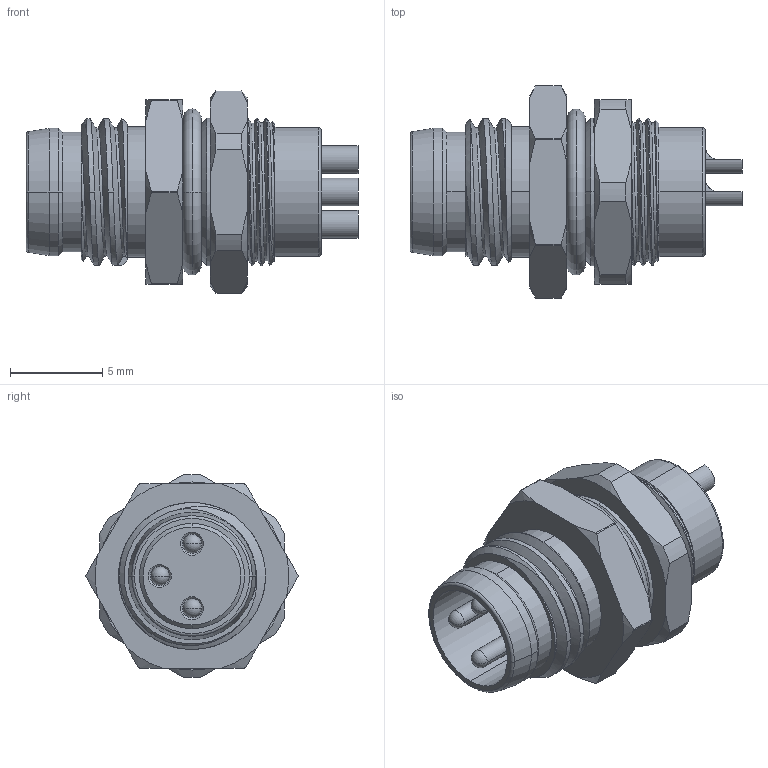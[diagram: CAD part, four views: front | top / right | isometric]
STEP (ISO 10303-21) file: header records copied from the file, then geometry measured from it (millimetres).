
FILE_DESCRIPTION((''),'2;1');
FILE_NAME('PRT0002','2023-11-15T',('gongchengVI'),(''),'PRO/ENGINEER BY PARAMETRIC TECHNOLOGY CORPORATION, 2010280','PRO/ENGINEER BY PARAMETRIC TECHNOLOGY CORPORATION, 2010280','');
FILE_SCHEMA(('CONFIG_CONTROL_DESIGN'));
Length unit declared in the file: millimetre
Products named in the file (1): PRT0002
Bounding box: 18 x 11.5 x 10.99 mm (x, y, z)
Surface area: 1873.7 mm2 (no closed solid volume)
Topology: 0 solids, 8 shells, 290 faces, 690 edges, 425 vertices
Faces by surface type: cylinder 121, cone 76, plane 57, bspline 18, torus 12, sphere 6
Entity records: 12646 total; most frequent: CARTESIAN_POINT 6021, DIRECTION 1389, ORIENTED_EDGE 1356, EDGE_CURVE 678, AXIS2_PLACEMENT_3D 569, VERTEX_POINT 425, EDGE_LOOP 323, CIRCLE 297
